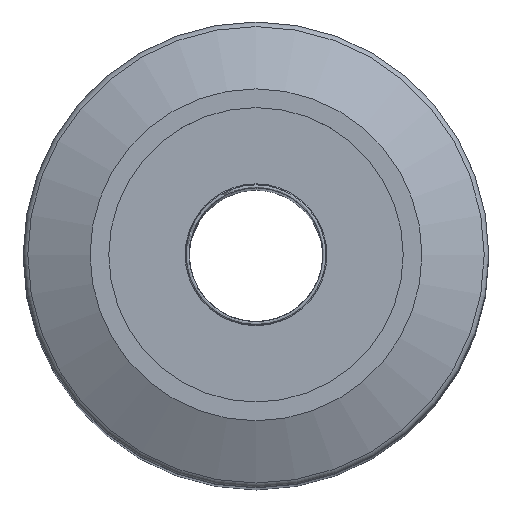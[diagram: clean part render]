
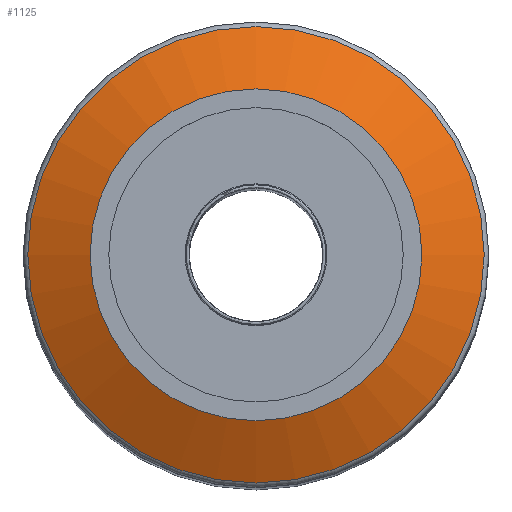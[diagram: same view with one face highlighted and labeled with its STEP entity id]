
A CAD part, top view. The second image highlights one B-rep face of the part: STEP entity #1125.
In plain terms, the highlighted conical face has half-angle 65 degrees and reference radius 27.5 mm.
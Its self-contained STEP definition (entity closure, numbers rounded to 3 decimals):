
#38=CONICAL_SURFACE('',#1215,27.5,1.134);
#286=ORIENTED_EDGE('',*,*,#378,.F.);
#287=ORIENTED_EDGE('',*,*,#305,.T.);
#305=EDGE_CURVE('',#388,#388,#455,.F.);
#378=EDGE_CURVE('',#445,#445,#482,.T.);
#388=VERTEX_POINT('',#1461);
#445=VERTEX_POINT('',#1696);
#455=CIRCLE('',#1143,31.);
#482=CIRCLE('',#1214,42.634);
#567=EDGE_LOOP('',(#286));
#568=EDGE_LOOP('',(#287));
#661=FACE_BOUND('',#567,.T.);
#662=FACE_BOUND('',#568,.T.);
#1125=ADVANCED_FACE('',(#661,#662),#38,.T.);
#1143=AXIS2_PLACEMENT_3D('',#1460,#1241,#1242);
#1214=AXIS2_PLACEMENT_3D('',#1695,#1421,#1422);
#1215=AXIS2_PLACEMENT_3D('',#1697,#1423,#1424);
#1241=DIRECTION('',(0.,0.,1.));
#1242=DIRECTION('',(0.,-1.,0.));
#1421=DIRECTION('',(0.,0.,-1.));
#1422=DIRECTION('',(-1.,0.,0.));
#1423=DIRECTION('',(0.,0.,-1.));
#1424=DIRECTION('',(-1.,0.,0.));
#1460=CARTESIAN_POINT('',(0.,0.,272.8));
#1461=CARTESIAN_POINT('',(0.,-31.,272.8));
#1695=CARTESIAN_POINT('',(0.,0.,267.375));
#1696=CARTESIAN_POINT('',(-42.634,0.,267.375));
#1697=CARTESIAN_POINT('',(0.,0.,274.432));
